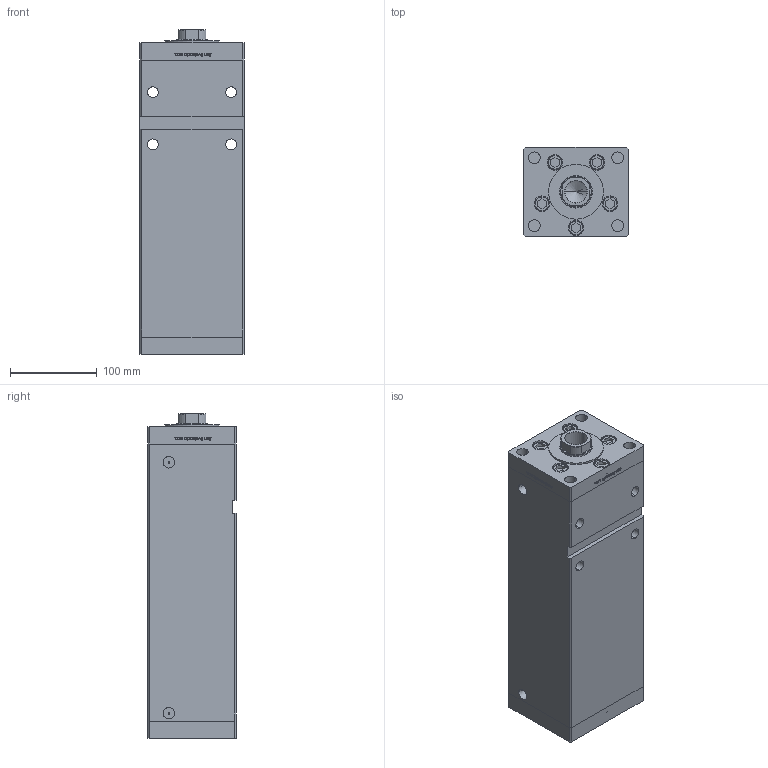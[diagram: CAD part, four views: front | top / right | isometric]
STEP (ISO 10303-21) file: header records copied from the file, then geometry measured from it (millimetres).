
FILE_DESCRIPTION (( 'STEP AP203' ), '1' );
FILE_NAME ('31af.STEP', '2024-01-08T13:01:09', ( '' ), ( '' ), 'SwSTEP 2.0', 'SolidWorks 2019', '' );
FILE_SCHEMA (( 'CONFIG_CONTROL_DESIGN' ));
Length unit declared in the file: millimetre
Products named in the file (6): V220C_E MIDDLE 2044ac2da6b0b49c1d1b2452e5bbab4e; V220C BACK_E 2044ac2da6b0b49c1d1b2452e5bbab4e; 31af; V220C_VC_E 2044ac2da6b0b49c1d1b2452e5bbab4e; V220C_FRONT_E 2044ac2da6b0b49c1d1b2452e5bbab4e; ALLEN BOLT 2044ac2da6b0b49c1d1b2452e5bbab4e
Assembly tree (14 placements, depth 2):
  31af
    V220C BACK_E 2044ac2da6b0b49c1d1b2452e5bbab4e
    V220C_E MIDDLE 2044ac2da6b0b49c1d1b2452e5bbab4e
    V220C_FRONT_E 2044ac2da6b0b49c1d1b2452e5bbab4e
    ALLEN BOLT 2044ac2da6b0b49c1d1b2452e5bbab4e  x10
    V220C_VC_E 2044ac2da6b0b49c1d1b2452e5bbab4e
Bounding box: 120 x 102 x 373.5 mm (x, y, z)
Volume: 3661479.7 mm3; surface area: 406053.9 mm2
Topology: 14 solids, 14 shells, 1214 faces, 3032 edges, 1989 vertices
Faces by surface type: bspline 484, plane 475, cylinder 165, cone 46, torus 44
Entity records: 53102 total; most frequent: CARTESIAN_POINT 30402, ORIENTED_EDGE 5232, DIRECTION 3018, EDGE_CURVE 2616, VERTEX_POINT 1737, VECTOR 1356, LINE 1356, EDGE_LOOP 1193
